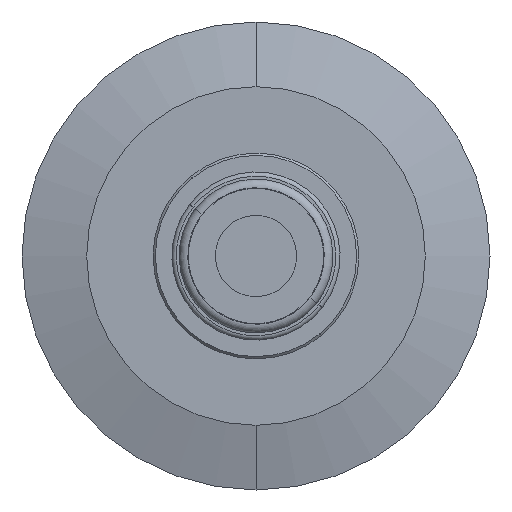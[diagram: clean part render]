
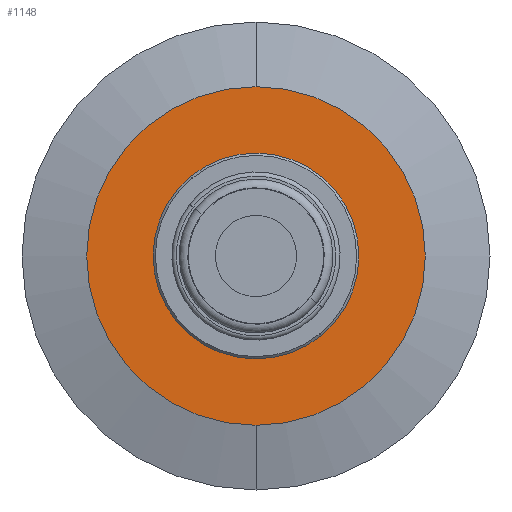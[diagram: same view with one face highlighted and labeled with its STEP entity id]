
A CAD part, front view. The second image highlights one B-rep face of the part: STEP entity #1148.
In plain terms, the highlighted planar face has unit normal (0, -1, 0).
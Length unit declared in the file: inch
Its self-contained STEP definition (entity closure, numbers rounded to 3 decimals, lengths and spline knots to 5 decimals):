
#48 = CARTESIAN_POINT ( 'NONE',  ( 0., -0.2, 0. ) ) ;
#154 = DIRECTION ( 'NONE',  ( 0., 0., 1. ) ) ;
#157 = AXIS2_PLACEMENT_3D ( 'NONE', #832, #705, #973 ) ;
#164 = CARTESIAN_POINT ( 'NONE',  ( 0., -0.2, 0.78144 ) ) ;
#203 = CARTESIAN_POINT ( 'NONE',  ( 0., -0.2, -0.78144 ) ) ;
#342 = ORIENTED_EDGE ( 'NONE', *, *, #1288, .T. ) ;
#355 = EDGE_CURVE ( 'NONE', #436, #1533, #1534, .T. ) ;
#414 = DIRECTION ( 'NONE',  ( 0., -1., 0. ) ) ;
#431 = CIRCLE ( 'NONE', #1211, 0.78144 ) ;
#436 = VERTEX_POINT ( 'NONE', #1159 ) ;
#479 = CIRCLE ( 'NONE', #1592, 0.78144 ) ;
#504 = CIRCLE ( 'NONE', #1277, 0.3735 ) ;
#544 = EDGE_LOOP ( 'NONE', ( #660, #780 ) ) ;
#548 = EDGE_CURVE ( 'NONE', #1533, #436, #504, .T. ) ;
#562 = PLANE ( 'NONE',  #157 ) ;
#564 = DIRECTION ( 'NONE',  ( 0., 0., -1. ) ) ;
#605 = DIRECTION ( 'NONE',  ( 0., 1., 0. ) ) ;
#628 = ORIENTED_EDGE ( 'NONE', *, *, #996, .T. ) ;
#660 = ORIENTED_EDGE ( 'NONE', *, *, #548, .T. ) ;
#686 = EDGE_LOOP ( 'NONE', ( #628, #342 ) ) ;
#705 = DIRECTION ( 'NONE',  ( 0., 1., 0. ) ) ;
#765 = CARTESIAN_POINT ( 'NONE',  ( 0., -0.2, 0. ) ) ;
#780 = ORIENTED_EDGE ( 'NONE', *, *, #355, .T. ) ;
#794 = DIRECTION ( 'NONE',  ( 0., 0., -1. ) ) ;
#832 = CARTESIAN_POINT ( 'NONE',  ( -0.78144, -0.2, 0. ) ) ;
#926 = AXIS2_PLACEMENT_3D ( 'NONE', #1417, #1293, #154 ) ;
#973 = DIRECTION ( 'NONE',  ( 0., 0., 1. ) ) ;
#996 = EDGE_CURVE ( 'NONE', #1008, #1357, #479, .T. ) ;
#1008 = VERTEX_POINT ( 'NONE', #164 ) ;
#1076 = DIRECTION ( 'NONE',  ( 0., -1., 0. ) ) ;
#1082 = FACE_OUTER_BOUND ( 'NONE', #686, .T. ) ;
#1136 = CARTESIAN_POINT ( 'NONE',  ( 0.20428, -0.2, -0.31268 ) ) ;
#1148 = ADVANCED_FACE ( 'NONE', ( #1327, #1082 ), #562, .F. ) ;
#1159 = CARTESIAN_POINT ( 'NONE',  ( -0.20428, -0.2, 0.31268 ) ) ;
#1211 = AXIS2_PLACEMENT_3D ( 'NONE', #48, #1076, #564 ) ;
#1277 = AXIS2_PLACEMENT_3D ( 'NONE', #1619, #605, #1588 ) ;
#1288 = EDGE_CURVE ( 'NONE', #1357, #1008, #431, .T. ) ;
#1293 = DIRECTION ( 'NONE',  ( 0., 1., 0. ) ) ;
#1327 = FACE_BOUND ( 'NONE', #544, .T. ) ;
#1357 = VERTEX_POINT ( 'NONE', #203 ) ;
#1417 = CARTESIAN_POINT ( 'NONE',  ( 0., -0.2, 0. ) ) ;
#1533 = VERTEX_POINT ( 'NONE', #1136 ) ;
#1534 = CIRCLE ( 'NONE', #926, 0.3735 ) ;
#1588 = DIRECTION ( 'NONE',  ( 0., 0., 1. ) ) ;
#1592 = AXIS2_PLACEMENT_3D ( 'NONE', #765, #414, #794 ) ;
#1619 = CARTESIAN_POINT ( 'NONE',  ( 0., -0.2, 0. ) ) ;
